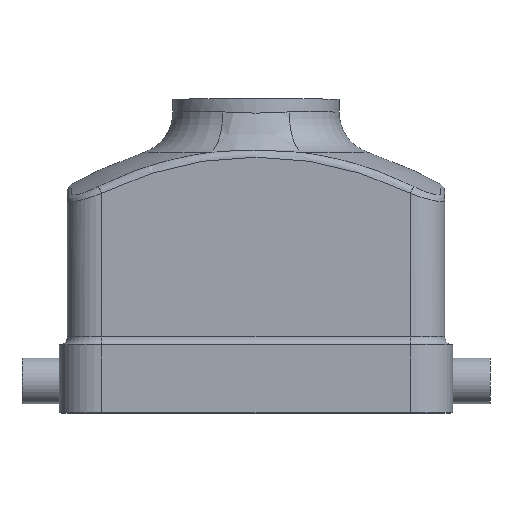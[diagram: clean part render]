
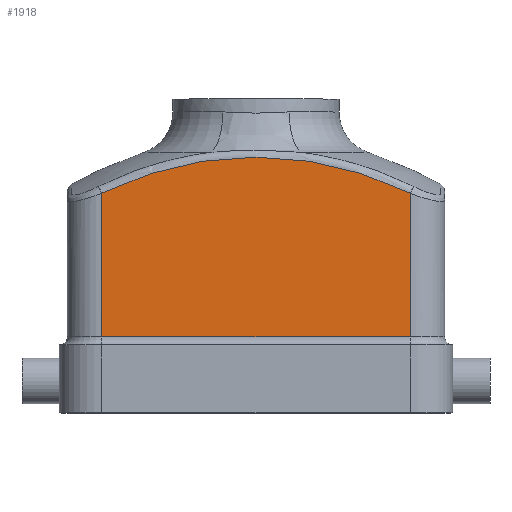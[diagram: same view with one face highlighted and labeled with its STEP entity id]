
A CAD part, top view. The second image highlights one B-rep face of the part: STEP entity #1918.
In plain terms, the highlighted planar face has unit normal (0, 0, 1).
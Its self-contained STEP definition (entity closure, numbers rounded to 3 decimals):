
#1250 = LINE ( 'NONE', #3531, #3344 ) ;
#1251 = LINE ( 'NONE', #3609, #3224 ) ;
#1252 = LINE ( 'NONE', #3607, #3480 ) ;
#1420 = FACE_OUTER_BOUND ( 'NONE', #3079, .T. ) ;
#1613 = EDGE_CURVE ( 'NONE', #3194, #3188, #1250, .T. ) ;
#1615 = EDGE_CURVE ( 'NONE', #3188, #3193, #1251, .T. ) ;
#1616 = EDGE_CURVE ( 'NONE', #3191, #3193, #1252, .T. ) ;
#1617 = EDGE_CURVE ( 'NONE', #3191, #3194, #3494, .T. ) ;
#1918 = ADVANCED_FACE ( 'NONE', ( #1420 ), #4401, .F. ) ;
#2583 = AXIS2_PLACEMENT_3D ( 'NONE', #4388, #4385, #4361 ) ;
#2932 = ORIENTED_EDGE ( 'NONE', *, *, #1617, .T. ) ;
#2933 = ORIENTED_EDGE ( 'NONE', *, *, #1615, .T. ) ;
#2934 = ORIENTED_EDGE ( 'NONE', *, *, #1616, .F. ) ;
#2935 = ORIENTED_EDGE ( 'NONE', *, *, #1613, .T. ) ;
#3079 = EDGE_LOOP ( 'NONE', ( #2935, #2933, #2934, #2932 ) ) ;
#3188 = VERTEX_POINT ( 'NONE', #5422 ) ;
#3191 = VERTEX_POINT ( 'NONE', #5413 ) ;
#3193 = VERTEX_POINT ( 'NONE', #5398 ) ;
#3194 = VERTEX_POINT ( 'NONE', #5394 ) ;
#3224 = VECTOR ( 'NONE', #3608, 1000. ) ;
#3344 = VECTOR ( 'NONE', #3532, 1000. ) ;
#3480 = VECTOR ( 'NONE', #3606, 1000. ) ;
#3484 = AXIS2_PLACEMENT_3D ( 'NONE', #3612, #3611, #3610 ) ;
#3494 = CIRCLE ( 'NONE', #3484, 65.294 ) ;
#3531 = CARTESIAN_POINT ( 'NONE',  ( -29., 38.5, 20.5 ) ) ;
#3532 = DIRECTION ( 'NONE',  ( 0., -1., 0. ) ) ;
#3606 = DIRECTION ( 'NONE',  ( 0., -1., 0. ) ) ;
#3607 = CARTESIAN_POINT ( 'NONE',  ( 29., 38.5, 20.5 ) ) ;
#3608 = DIRECTION ( 'NONE',  ( 1., 0., 0. ) ) ;
#3609 = CARTESIAN_POINT ( 'NONE',  ( 29., 14.25, 20.5 ) ) ;
#3610 = DIRECTION ( 'NONE',  ( -1., 0., 0. ) ) ;
#3611 = DIRECTION ( 'NONE',  ( 0., 0., 1. ) ) ;
#3612 = CARTESIAN_POINT ( 'NONE',  ( 0., -17.252, 20.5 ) ) ;
#4361 = DIRECTION ( 'NONE',  ( -1., 0., 0. ) ) ;
#4385 = DIRECTION ( 'NONE',  ( 0., 0., -1. ) ) ;
#4388 = CARTESIAN_POINT ( 'NONE',  ( 29., 38.5, 20.5 ) ) ;
#4401 = PLANE ( 'NONE',  #2583 ) ;
#5394 = CARTESIAN_POINT ( 'NONE',  ( -29., 41.248, 20.5 ) ) ;
#5398 = CARTESIAN_POINT ( 'NONE',  ( 29., 14.25, 20.5 ) ) ;
#5413 = CARTESIAN_POINT ( 'NONE',  ( 29., 41.248, 20.5 ) ) ;
#5422 = CARTESIAN_POINT ( 'NONE',  ( -29., 14.25, 20.5 ) ) ;
